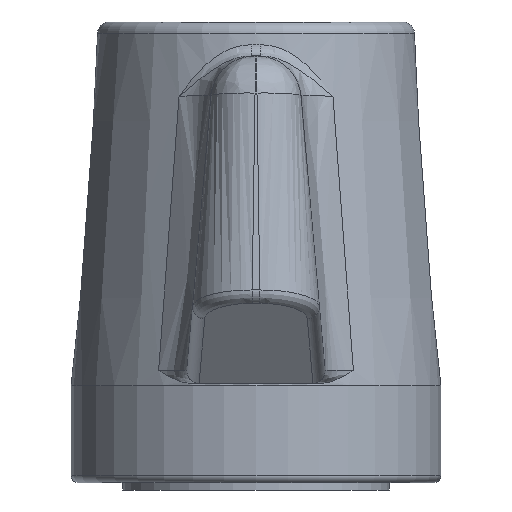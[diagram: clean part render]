
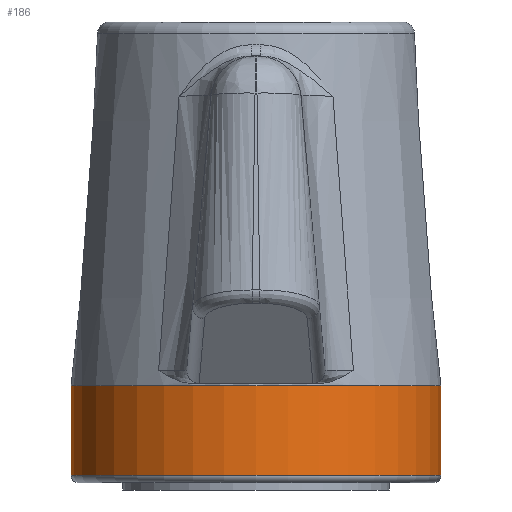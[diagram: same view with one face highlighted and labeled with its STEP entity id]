
A CAD part, left-side view. The second image highlights one B-rep face of the part: STEP entity #186.
In plain terms, the highlighted cylindrical face has radius 7.625 mm (diameter 15.251 mm), a full revolution.
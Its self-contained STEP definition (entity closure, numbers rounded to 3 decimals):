
#186 = ADVANCED_FACE( '', ( #403, #404 ), #405, .T. );
#403 = FACE_OUTER_BOUND( '', #4644, .T. );
#404 = FACE_OUTER_BOUND( '', #4645, .T. );
#405 = CYLINDRICAL_SURFACE( '', #4646, 7.625 );
#4644 = EDGE_LOOP( '', ( #8307 ) );
#4645 = EDGE_LOOP( '', ( #8308 ) );
#4646 = AXIS2_PLACEMENT_3D( '', #8309, #8310, #8311 );
#8307 = ORIENTED_EDGE( '', *, *, #8606, .T. );
#8308 = ORIENTED_EDGE( '', *, *, #8476, .F. );
#8309 = CARTESIAN_POINT( '', ( 0., 0., 19. ) );
#8310 = DIRECTION( '', ( 0., 0., -1. ) );
#8311 = DIRECTION( '', ( 1., 0., 0. ) );
#8476 = EDGE_CURVE( '', #8699, #8699, #8700, .T. );
#8606 = EDGE_CURVE( '', #8912, #8912, #8913, .T. );
#8699 = VERTEX_POINT( '', #9015 );
#8700 = CIRCLE( '', #9016, 7.625 );
#8912 = VERTEX_POINT( '', #10161 );
#8913 = CIRCLE( '', #10162, 7.625 );
#9015 = CARTESIAN_POINT( '', ( 7.625, 0., 4. ) );
#9016 = AXIS2_PLACEMENT_3D( '', #10845, #10846, #10847 );
#10161 = CARTESIAN_POINT( '', ( 7.625, 0., 0.3 ) );
#10162 = AXIS2_PLACEMENT_3D( '', #10992, #10993, #10994 );
#10845 = CARTESIAN_POINT( '', ( 0., 0., 4. ) );
#10846 = DIRECTION( '', ( 0., 0., 1. ) );
#10847 = DIRECTION( '', ( 1., 0., 0. ) );
#10992 = CARTESIAN_POINT( '', ( 0., 0., 0.3 ) );
#10993 = DIRECTION( '', ( 0., 0., 1. ) );
#10994 = DIRECTION( '', ( 1., 0., 0. ) );
